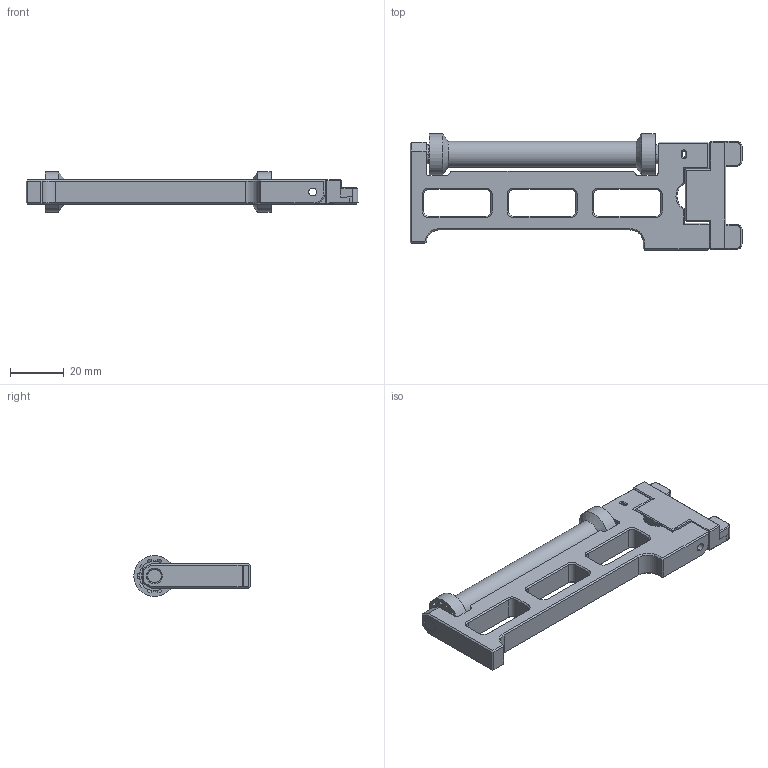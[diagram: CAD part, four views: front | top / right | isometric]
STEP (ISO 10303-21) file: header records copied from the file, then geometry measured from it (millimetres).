
FILE_DESCRIPTION (( 'STEP AP214' ), '1' );
FILE_NAME ('0.1 蹋殤.STEP', '2024-05-09T13:50:34', ( '' ), ( '' ), 'SwSTEP 2.0', 'SolidWorks 2021', '' );
FILE_SCHEMA (( 'AUTOMOTIVE_DESIGN' ));
Length unit declared in the file: millimetre
Products named in the file (9): V0_Connector; ﾁ羮7^0.1 ﾁﾏｼﾜ; ﾁ羮6^0.1 ﾁﾏｼﾜ; ﾁ羮3^0.1 ﾁﾏｼﾜ; 0.1 蹋殤; ﾁ羮5^0.1 ﾁﾏｼﾜ; V2 Connector; ﾁ羮4^0.1 ﾁﾏｼﾜ
Assembly tree (9 placements, depth 2):
  0.1 蹋殤
    0.1 蹋殤
    ﾁ羮3^0.1 ﾁﾏｼﾜ
    ﾁ羮5^0.1 ﾁﾏｼﾜ  x2
    ﾁ羮6^0.1 ﾁﾏｼﾜ
    ﾁ羮7^0.1 ﾁﾏｼﾜ  x2
    V2 Connector
    V0_Connector
  ﾁ羮4^0.1 ﾁﾏｼﾜ
Bounding box: 123.11 x 43.1 x 15.2 mm (x, y, z)
Volume: 30526 mm3; surface area: 20710.5 mm2
Topology: 9 solids, 9 shells, 549 faces, 1331 edges, 805 vertices
Faces by surface type: plane 299, cylinder 154, cone 86, bspline 8, torus 2
Entity records: 17269 total; most frequent: CARTESIAN_POINT 4466, DIRECTION 2590, ORIENTED_EDGE 2566, EDGE_CURVE 1283, AXIS2_PLACEMENT_3D 881, VECTOR 828, LINE 828, VERTEX_POINT 773
